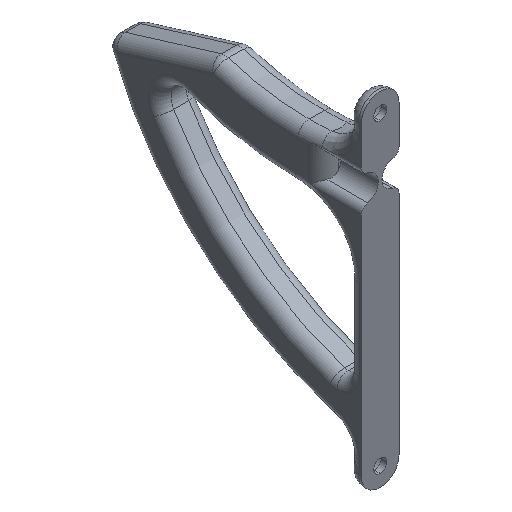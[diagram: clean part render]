
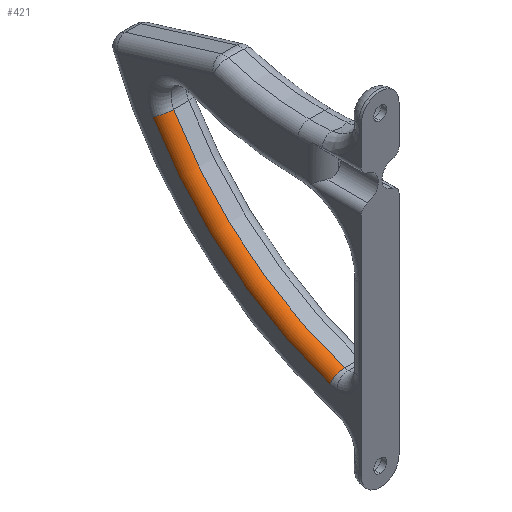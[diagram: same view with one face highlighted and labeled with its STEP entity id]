
A CAD part, isometric view. The second image highlights one B-rep face of the part: STEP entity #421.
In plain terms, the highlighted toroidal (fillet/blend) face has major radius 84.995 mm and minor radius 3 mm.
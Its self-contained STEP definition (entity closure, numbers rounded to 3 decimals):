
#27 = CARTESIAN_POINT ( 'NONE',  ( -2., -18.075, 16.66 ) ) ;
#95 = CARTESIAN_POINT ( 'NONE',  ( -2., 55.376, -26.107 ) ) ;
#101 = DIRECTION ( 'NONE',  ( 1., 0., 0. ) ) ;
#228 = VERTEX_POINT ( 'NONE', #374 ) ;
#374 = CARTESIAN_POINT ( 'NONE',  ( -2., 7.433, -61.266 ) ) ;
#399 = EDGE_CURVE ( 'NONE', #1748, #228, #3088, .T. ) ;
#421 = ADVANCED_FACE ( 'NONE', ( #1382 ), #2070, .T. ) ;
#426 = AXIS2_PLACEMENT_3D ( 'NONE', #446, #1628, #2148 ) ;
#441 = DIRECTION ( 'NONE',  ( -1., 0., 0. ) ) ;
#446 = CARTESIAN_POINT ( 'NONE',  ( -2., 8.367, -64.118 ) ) ;
#531 = DIRECTION ( 'NONE',  ( 0., 0.503, 0.864 ) ) ;
#544 = CARTESIAN_POINT ( 'NONE',  ( -5., 8.367, -64.118 ) ) ;
#787 = AXIS2_PLACEMENT_3D ( 'NONE', #27, #1637, #2879 ) ;
#898 = EDGE_CURVE ( 'NONE', #1457, #228, #2389, .T. ) ;
#909 = AXIS2_PLACEMENT_3D ( 'NONE', #1328, #441, #2615 ) ;
#950 = CARTESIAN_POINT ( 'NONE',  ( -5., 55.376, -26.107 ) ) ;
#1012 = AXIS2_PLACEMENT_3D ( 'NONE', #95, #531, #1749 ) ;
#1035 = EDGE_CURVE ( 'NONE', #1748, #2889, #2136, .T. ) ;
#1328 = CARTESIAN_POINT ( 'NONE',  ( -2., -18.075, 16.66 ) ) ;
#1382 = FACE_OUTER_BOUND ( 'NONE', #2661, .T. ) ;
#1457 = VERTEX_POINT ( 'NONE', #1932 ) ;
#1463 = ORIENTED_EDGE ( 'NONE', *, *, #898, .F. ) ;
#1577 = ORIENTED_EDGE ( 'NONE', *, *, #1803, .F. ) ;
#1628 = DIRECTION ( 'NONE',  ( 0., 0.95, 0.311 ) ) ;
#1637 = DIRECTION ( 'NONE',  ( 1., 0., 0. ) ) ;
#1748 = VERTEX_POINT ( 'NONE', #544 ) ;
#1749 = DIRECTION ( 'NONE',  ( 0., -0.864, 0.503 ) ) ;
#1756 = DIRECTION ( 'NONE',  ( 0., 0., -1. ) ) ;
#1803 = EDGE_CURVE ( 'NONE', #2889, #1457, #3026, .T. ) ;
#1925 = ORIENTED_EDGE ( 'NONE', *, *, #399, .T. ) ;
#1932 = CARTESIAN_POINT ( 'NONE',  ( -2., 52.784, -24.598 ) ) ;
#2070 = TOROIDAL_SURFACE ( 'NONE', #787, 84.995, 3. ) ;
#2121 = ORIENTED_EDGE ( 'NONE', *, *, #1035, .F. ) ;
#2136 = CIRCLE ( 'NONE', #2651, 84.995 ) ;
#2148 = DIRECTION ( 'NONE',  ( 0., -0.311, 0.95 ) ) ;
#2389 = CIRCLE ( 'NONE', #909, 81.995 ) ;
#2615 = DIRECTION ( 'NONE',  ( 0., 0., -1. ) ) ;
#2651 = AXIS2_PLACEMENT_3D ( 'NONE', #2982, #101, #1756 ) ;
#2661 = EDGE_LOOP ( 'NONE', ( #1925, #1463, #1577, #2121 ) ) ;
#2879 = DIRECTION ( 'NONE',  ( 0., 0., -1. ) ) ;
#2889 = VERTEX_POINT ( 'NONE', #950 ) ;
#2982 = CARTESIAN_POINT ( 'NONE',  ( -5., -18.075, 16.66 ) ) ;
#3026 = CIRCLE ( 'NONE', #1012, 3. ) ;
#3088 = CIRCLE ( 'NONE', #426, 3. ) ;
